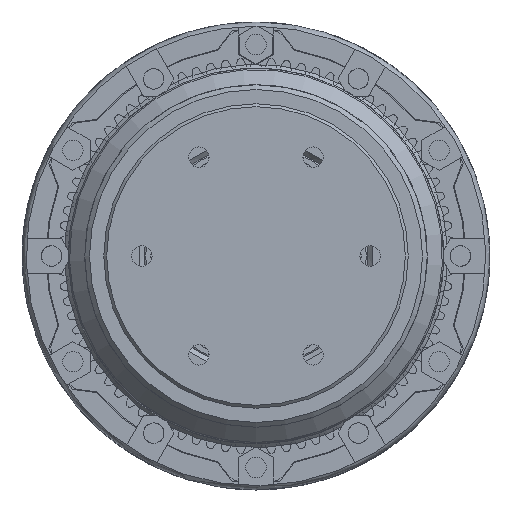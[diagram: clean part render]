
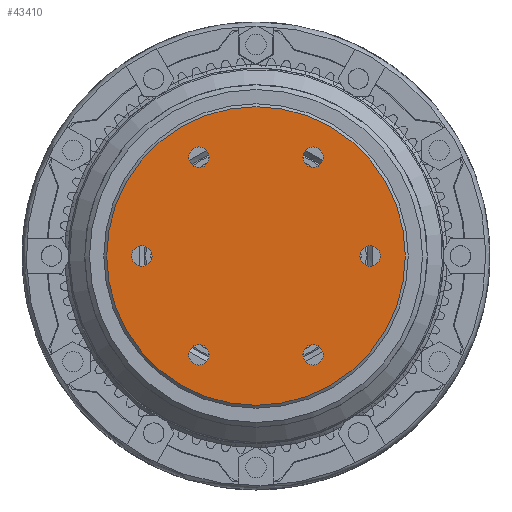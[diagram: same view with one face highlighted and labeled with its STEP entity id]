
A CAD part, front view. The second image highlights one B-rep face of the part: STEP entity #43410.
In plain terms, the highlighted face is planar.
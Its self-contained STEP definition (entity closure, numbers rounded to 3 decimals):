
#4173=FACE_BOUND('',#10071,.T.);
#4174=FACE_BOUND('',#10072,.T.);
#4175=FACE_BOUND('',#10073,.T.);
#4176=FACE_BOUND('',#10074,.T.);
#4177=FACE_BOUND('',#10075,.T.);
#4178=FACE_BOUND('',#10076,.T.);
#4779=PLANE('',#46102);
#7526=FACE_OUTER_BOUND('',#10070,.T.);
#10070=EDGE_LOOP('',(#40285));
#10071=EDGE_LOOP('',(#40286));
#10072=EDGE_LOOP('',(#40287));
#10073=EDGE_LOOP('',(#40288));
#10074=EDGE_LOOP('',(#40289));
#10075=EDGE_LOOP('',(#40290));
#10076=EDGE_LOOP('',(#40291));
#16951=CIRCLE('',#46101,31.4);
#16952=CIRCLE('',#46103,2.15);
#16953=CIRCLE('',#46104,2.15);
#16954=CIRCLE('',#46105,2.15);
#16955=CIRCLE('',#46106,2.15);
#16956=CIRCLE('',#46107,2.15);
#16957=CIRCLE('',#46108,2.15);
#21137=VERTEX_POINT('',#108912);
#21138=VERTEX_POINT('',#108916);
#21139=VERTEX_POINT('',#108918);
#21140=VERTEX_POINT('',#108920);
#21141=VERTEX_POINT('',#108922);
#21142=VERTEX_POINT('',#108924);
#21143=VERTEX_POINT('',#108926);
#27565=EDGE_CURVE('',#21137,#21137,#16951,.T.);
#27567=EDGE_CURVE('',#21138,#21138,#16952,.T.);
#27568=EDGE_CURVE('',#21139,#21139,#16953,.T.);
#27569=EDGE_CURVE('',#21140,#21140,#16954,.T.);
#27570=EDGE_CURVE('',#21141,#21141,#16955,.T.);
#27571=EDGE_CURVE('',#21142,#21142,#16956,.T.);
#27572=EDGE_CURVE('',#21143,#21143,#16957,.T.);
#40285=ORIENTED_EDGE('',*,*,#27565,.F.);
#40286=ORIENTED_EDGE('',*,*,#27567,.F.);
#40287=ORIENTED_EDGE('',*,*,#27568,.F.);
#40288=ORIENTED_EDGE('',*,*,#27569,.F.);
#40289=ORIENTED_EDGE('',*,*,#27570,.T.);
#40290=ORIENTED_EDGE('',*,*,#27571,.F.);
#40291=ORIENTED_EDGE('',*,*,#27572,.F.);
#43410=ADVANCED_FACE('',(#7526,#4173,#4174,#4175,#4176,#4177,#4178),#4779,
 .F.);
#46101=AXIS2_PLACEMENT_3D('',#108913,#53591,#53592);
#46102=AXIS2_PLACEMENT_3D('',#108915,#53594,#53595);
#46103=AXIS2_PLACEMENT_3D('',#108917,#53596,#53597);
#46104=AXIS2_PLACEMENT_3D('',#108919,#53598,#53599);
#46105=AXIS2_PLACEMENT_3D('',#108921,#53600,#53601);
#46106=AXIS2_PLACEMENT_3D('',#108923,#53602,#53603);
#46107=AXIS2_PLACEMENT_3D('',#108925,#53604,#53605);
#46108=AXIS2_PLACEMENT_3D('',#108927,#53606,#53607);
#53591=DIRECTION('center_axis',(0.,-1.,0.));
#53592=DIRECTION('ref_axis',(-1.,0.,0.));
#53594=DIRECTION('center_axis',(0.,-1.,0.));
#53595=DIRECTION('ref_axis',(-1.,0.,0.));
#53596=DIRECTION('center_axis',(0.,1.,0.));
#53597=DIRECTION('ref_axis',(0.5,0.,0.866));
#53598=DIRECTION('center_axis',(0.,1.,0.));
#53599=DIRECTION('ref_axis',(-1.,0.,0.));
#53600=DIRECTION('center_axis',(0.,1.,0.));
#53601=DIRECTION('ref_axis',(0.5,0.,-0.866));
#53602=DIRECTION('center_axis',(0.,-1.,0.));
#53603=DIRECTION('ref_axis',(1.,0.,0.));
#53604=DIRECTION('center_axis',(0.,1.,0.));
#53605=DIRECTION('ref_axis',(-0.5,0.,-0.866));
#53606=DIRECTION('center_axis',(0.,1.,0.));
#53607=DIRECTION('ref_axis',(-0.5,0.,0.866));
#108912=CARTESIAN_POINT('',(31.4,16.7,0.));
#108913=CARTESIAN_POINT('Origin',(0.,16.7,0.));
#108915=CARTESIAN_POINT('Origin',(0.,16.7,0.));
#108916=CARTESIAN_POINT('',(-21.86,16.7,10.138));
#108917=CARTESIAN_POINT('Origin',(-20.785,16.7,12.));
#108918=CARTESIAN_POINT('',(2.15,16.7,-24.));
#108919=CARTESIAN_POINT('Origin',(0.,16.7,-24.));
#108920=CARTESIAN_POINT('',(19.71,16.7,13.862));
#108921=CARTESIAN_POINT('Origin',(20.785,16.7,12.));
#108922=CARTESIAN_POINT('',(-2.15,16.7,24.));
#108923=CARTESIAN_POINT('Origin',(0.,16.7,24.));
#108924=CARTESIAN_POINT('',(21.86,16.7,-10.138));
#108925=CARTESIAN_POINT('Origin',(20.785,16.7,-12.));
#108926=CARTESIAN_POINT('',(-19.71,16.7,-13.862));
#108927=CARTESIAN_POINT('Origin',(-20.785,16.7,-12.));
